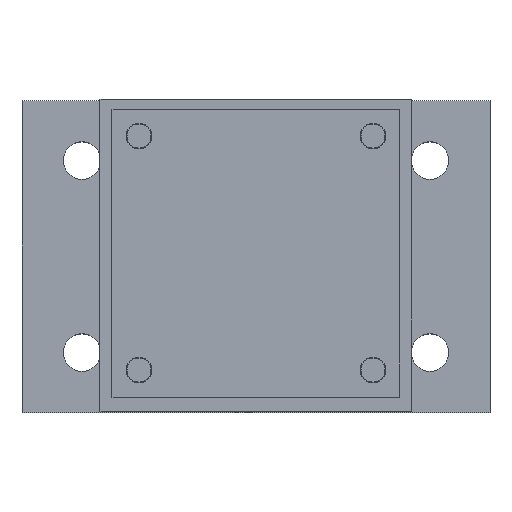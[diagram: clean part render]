
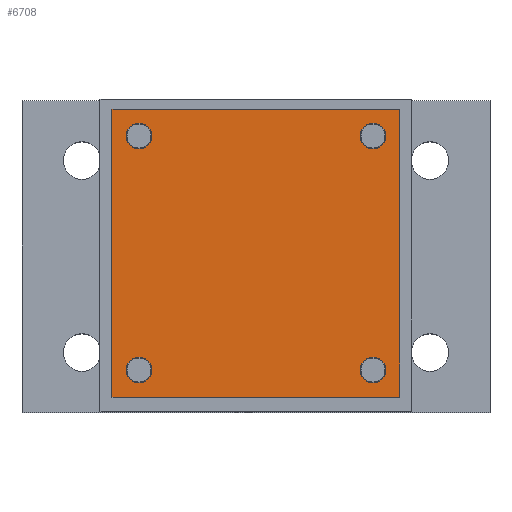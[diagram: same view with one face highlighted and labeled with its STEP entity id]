
A CAD part, top view. The second image highlights one B-rep face of the part: STEP entity #6708.
In plain terms, the highlighted planar face has unit normal (0, 0, 1).
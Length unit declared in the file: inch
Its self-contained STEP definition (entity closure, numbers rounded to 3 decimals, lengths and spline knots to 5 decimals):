
#32 = DIRECTION ( 'NONE',  ( -1., 0., 0. ) ) ;
#190 = EDGE_LOOP ( 'NONE', ( #2547, #8558, #3012, #3876 ) ) ;
#312 = EDGE_LOOP ( 'NONE', ( #3042, #9294 ) ) ;
#321 = DIRECTION ( 'NONE',  ( -1., 0., 0. ) ) ;
#597 = CARTESIAN_POINT ( 'NONE',  ( 14.97561, 11.25695, 44.831 ) ) ;
#606 = VERTEX_POINT ( 'NONE', #1579 ) ;
#699 = VERTEX_POINT ( 'NONE', #9132 ) ;
#749 = DIRECTION ( 'NONE',  ( 0., 0., -1. ) ) ;
#833 = DIRECTION ( 'NONE',  ( 0., -1., 0. ) ) ;
#914 = AXIS2_PLACEMENT_3D ( 'NONE', #9209, #1266, #8616 ) ;
#1015 = EDGE_CURVE ( 'NONE', #9462, #8555, #1134, .T. ) ;
#1081 = EDGE_CURVE ( 'NONE', #2739, #699, #7781, .T. ) ;
#1134 = CIRCLE ( 'NONE', #6845, 0.26775 ) ;
#1142 = AXIS2_PLACEMENT_3D ( 'NONE', #3711, #6674, #32 ) ;
#1244 = CARTESIAN_POINT ( 'NONE',  ( 14.14536, 11.81945, 44.831 ) ) ;
#1266 = DIRECTION ( 'NONE',  ( 0., 0., -1. ) ) ;
#1338 = CARTESIAN_POINT ( 'NONE',  ( 20.14536, 11.81945, 44.831 ) ) ;
#1367 = VERTEX_POINT ( 'NONE', #3127 ) ;
#1377 = EDGE_CURVE ( 'NONE', #6368, #6395, #2521, .T. ) ;
#1524 = DIRECTION ( 'NONE',  ( -1., 0., 0. ) ) ;
#1537 = CIRCLE ( 'NONE', #914, 0.26775 ) ;
#1579 = CARTESIAN_POINT ( 'NONE',  ( 20.14536, 11.81945, 44.831 ) ) ;
#1627 = FACE_BOUND ( 'NONE', #9065, .T. ) ;
#1635 = VERTEX_POINT ( 'NONE', #1244 ) ;
#1637 = CARTESIAN_POINT ( 'NONE',  ( 19.58286, 6.38195, 44.831 ) ) ;
#1769 = DIRECTION ( 'NONE',  ( 1., 0., 0. ) ) ;
#1796 = LINE ( 'NONE', #1338, #8014 ) ;
#1960 = VERTEX_POINT ( 'NONE', #9414 ) ;
#1994 = ORIENTED_EDGE ( 'NONE', *, *, #5024, .T. ) ;
#2085 = CARTESIAN_POINT ( 'NONE',  ( 19.58286, 11.25695, 44.831 ) ) ;
#2086 = AXIS2_PLACEMENT_3D ( 'NONE', #2085, #9034, #5126 ) ;
#2096 = VERTEX_POINT ( 'NONE', #3056 ) ;
#2105 = AXIS2_PLACEMENT_3D ( 'NONE', #9513, #749, #4373 ) ;
#2360 = AXIS2_PLACEMENT_3D ( 'NONE', #5195, #5054, #4417 ) ;
#2521 = CIRCLE ( 'NONE', #1142, 0.26775 ) ;
#2547 = ORIENTED_EDGE ( 'NONE', *, *, #6330, .T. ) ;
#2716 = CIRCLE ( 'NONE', #3806, 0.26775 ) ;
#2739 = VERTEX_POINT ( 'NONE', #9342 ) ;
#2865 = DIRECTION ( 'NONE',  ( 0., 1., 0. ) ) ;
#2888 = EDGE_CURVE ( 'NONE', #6395, #6368, #7493, .T. ) ;
#2925 = CARTESIAN_POINT ( 'NONE',  ( 14.14536, 5.81945, 44.831 ) ) ;
#3012 = ORIENTED_EDGE ( 'NONE', *, *, #6215, .T. ) ;
#3042 = ORIENTED_EDGE ( 'NONE', *, *, #4137, .T. ) ;
#3056 = CARTESIAN_POINT ( 'NONE',  ( 20.14536, 5.81945, 44.831 ) ) ;
#3127 = CARTESIAN_POINT ( 'NONE',  ( 19.31511, 6.38195, 44.831 ) ) ;
#3160 = FACE_OUTER_BOUND ( 'NONE', #190, .T. ) ;
#3225 = AXIS2_PLACEMENT_3D ( 'NONE', #6900, #8396, #1769 ) ;
#3485 = ORIENTED_EDGE ( 'NONE', *, *, #2888, .T. ) ;
#3560 = EDGE_CURVE ( 'NONE', #1367, #1960, #7439, .T. ) ;
#3711 = CARTESIAN_POINT ( 'NONE',  ( 19.58286, 11.25695, 44.831 ) ) ;
#3806 = AXIS2_PLACEMENT_3D ( 'NONE', #1637, #4584, #321 ) ;
#3876 = ORIENTED_EDGE ( 'NONE', *, *, #5694, .T. ) ;
#4009 = CARTESIAN_POINT ( 'NONE',  ( 19.58286, 6.38195, 44.831 ) ) ;
#4040 = VECTOR ( 'NONE', #2865, 39.37008 ) ;
#4137 = EDGE_CURVE ( 'NONE', #699, #2739, #5507, .T. ) ;
#4373 = DIRECTION ( 'NONE',  ( -1., 0., 0. ) ) ;
#4417 = DIRECTION ( 'NONE',  ( -1., 0., 0. ) ) ;
#4584 = DIRECTION ( 'NONE',  ( 0., 0., -1. ) ) ;
#4658 = ORIENTED_EDGE ( 'NONE', *, *, #7167, .T. ) ;
#4693 = EDGE_LOOP ( 'NONE', ( #6187, #3485 ) ) ;
#4748 = DIRECTION ( 'NONE',  ( -1., 0., 0. ) ) ;
#5024 = EDGE_CURVE ( 'NONE', #1960, #1367, #2716, .T. ) ;
#5054 = DIRECTION ( 'NONE',  ( 0., 0., -1. ) ) ;
#5126 = DIRECTION ( 'NONE',  ( -1., 0., 0. ) ) ;
#5195 = CARTESIAN_POINT ( 'NONE',  ( 14.70786, 6.38195, 44.831 ) ) ;
#5310 = VERTEX_POINT ( 'NONE', #8155 ) ;
#5444 = FACE_BOUND ( 'NONE', #7497, .T. ) ;
#5507 = CIRCLE ( 'NONE', #2105, 0.26775 ) ;
#5548 = FACE_BOUND ( 'NONE', #4693, .T. ) ;
#5694 = EDGE_CURVE ( 'NONE', #1635, #5310, #7469, .T. ) ;
#5874 = CARTESIAN_POINT ( 'NONE',  ( 14.70786, 11.25695, 44.831 ) ) ;
#6115 = PLANE ( 'NONE',  #3225 ) ;
#6187 = ORIENTED_EDGE ( 'NONE', *, *, #1377, .T. ) ;
#6215 = EDGE_CURVE ( 'NONE', #606, #1635, #1796, .T. ) ;
#6217 = FACE_BOUND ( 'NONE', #312, .T. ) ;
#6330 = EDGE_CURVE ( 'NONE', #5310, #2096, #9570, .T. ) ;
#6368 = VERTEX_POINT ( 'NONE', #9029 ) ;
#6395 = VERTEX_POINT ( 'NONE', #8305 ) ;
#6665 = AXIS2_PLACEMENT_3D ( 'NONE', #4009, #8997, #9196 ) ;
#6674 = DIRECTION ( 'NONE',  ( 0., 0., -1. ) ) ;
#6708 = ADVANCED_FACE ( 'NONE', ( #3160, #5548, #6217, #1627, #5444 ), #6115, .F. ) ;
#6755 = DIRECTION ( 'NONE',  ( 1., 0., 0. ) ) ;
#6845 = AXIS2_PLACEMENT_3D ( 'NONE', #5874, #8873, #1524 ) ;
#6900 = CARTESIAN_POINT ( 'NONE',  ( 17.14536, 8.81945, 44.831 ) ) ;
#7034 = ORIENTED_EDGE ( 'NONE', *, *, #1015, .T. ) ;
#7167 = EDGE_CURVE ( 'NONE', #8555, #9462, #1537, .T. ) ;
#7333 = CARTESIAN_POINT ( 'NONE',  ( 20.14536, 5.81945, 44.831 ) ) ;
#7439 = CIRCLE ( 'NONE', #6665, 0.26775 ) ;
#7447 = CARTESIAN_POINT ( 'NONE',  ( 14.44011, 11.25695, 44.831 ) ) ;
#7469 = LINE ( 'NONE', #8964, #9384 ) ;
#7493 = CIRCLE ( 'NONE', #2086, 0.26775 ) ;
#7497 = EDGE_LOOP ( 'NONE', ( #9448, #1994 ) ) ;
#7781 = CIRCLE ( 'NONE', #2360, 0.26775 ) ;
#8014 = VECTOR ( 'NONE', #4748, 39.37008 ) ;
#8155 = CARTESIAN_POINT ( 'NONE',  ( 14.14536, 5.81945, 44.831 ) ) ;
#8305 = CARTESIAN_POINT ( 'NONE',  ( 19.85061, 11.25695, 44.831 ) ) ;
#8396 = DIRECTION ( 'NONE',  ( 0., 0., -1. ) ) ;
#8555 = VERTEX_POINT ( 'NONE', #7447 ) ;
#8558 = ORIENTED_EDGE ( 'NONE', *, *, #9452, .T. ) ;
#8616 = DIRECTION ( 'NONE',  ( -1., 0., 0. ) ) ;
#8873 = DIRECTION ( 'NONE',  ( 0., 0., -1. ) ) ;
#8929 = VECTOR ( 'NONE', #6755, 39.37008 ) ;
#8964 = CARTESIAN_POINT ( 'NONE',  ( 14.14536, 11.81945, 44.831 ) ) ;
#8997 = DIRECTION ( 'NONE',  ( 0., 0., -1. ) ) ;
#9029 = CARTESIAN_POINT ( 'NONE',  ( 19.31511, 11.25695, 44.831 ) ) ;
#9034 = DIRECTION ( 'NONE',  ( 0., 0., -1. ) ) ;
#9065 = EDGE_LOOP ( 'NONE', ( #4658, #7034 ) ) ;
#9132 = CARTESIAN_POINT ( 'NONE',  ( 14.44011, 6.38195, 44.831 ) ) ;
#9196 = DIRECTION ( 'NONE',  ( -1., 0., 0. ) ) ;
#9209 = CARTESIAN_POINT ( 'NONE',  ( 14.70786, 11.25695, 44.831 ) ) ;
#9294 = ORIENTED_EDGE ( 'NONE', *, *, #1081, .T. ) ;
#9342 = CARTESIAN_POINT ( 'NONE',  ( 14.97561, 6.38195, 44.831 ) ) ;
#9384 = VECTOR ( 'NONE', #833, 39.37008 ) ;
#9414 = CARTESIAN_POINT ( 'NONE',  ( 19.85061, 6.38195, 44.831 ) ) ;
#9448 = ORIENTED_EDGE ( 'NONE', *, *, #3560, .T. ) ;
#9452 = EDGE_CURVE ( 'NONE', #2096, #606, #9508, .T. ) ;
#9462 = VERTEX_POINT ( 'NONE', #597 ) ;
#9508 = LINE ( 'NONE', #7333, #4040 ) ;
#9513 = CARTESIAN_POINT ( 'NONE',  ( 14.70786, 6.38195, 44.831 ) ) ;
#9570 = LINE ( 'NONE', #2925, #8929 ) ;
